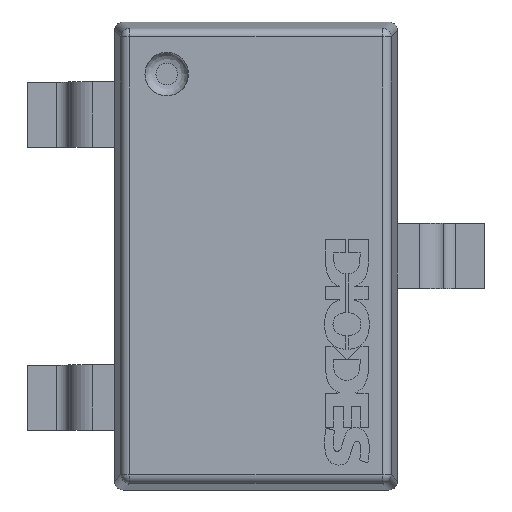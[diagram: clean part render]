
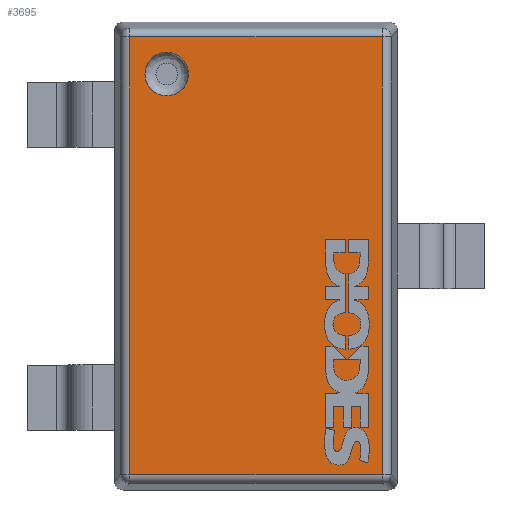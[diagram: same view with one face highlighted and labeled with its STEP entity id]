
A CAD part, top view. The second image highlights one B-rep face of the part: STEP entity #3695.
In plain terms, the highlighted planar face has unit normal (0, 0, 1).
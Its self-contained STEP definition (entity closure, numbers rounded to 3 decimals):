
#183=FACE_BOUND('',#1360,.T.);
#253=LINE('',#5213,#619);
#277=LINE('',#5278,#643);
#279=LINE('',#5281,#645);
#283=LINE('',#5287,#649);
#619=VECTOR('',#4315,10.);
#643=VECTOR('',#4387,10.);
#645=VECTOR('',#4391,10.);
#649=VECTOR('',#4399,10.);
#1015=PLANE('',#4045);
#1147=FACE_OUTER_BOUND('',#1359,.T.);
#1359=EDGE_LOOP('',(#2671,#2672,#2673,#2674));
#1360=EDGE_LOOP('',(#2675));
#1538=CIRCLE('',#3977,0.1);
#1588=VERTEX_POINT('',#5129);
#1589=VERTEX_POINT('',#5134);
#1592=VERTEX_POINT('',#5141);
#1596=VERTEX_POINT('',#5149);
#1619=VERTEX_POINT('',#5205);
#1955=EDGE_CURVE('',#1588,#1588,#1538,.T.);
#1993=EDGE_CURVE('',#1619,#1596,#253,.T.);
#2028=EDGE_CURVE('',#1592,#1619,#277,.T.);
#2030=EDGE_CURVE('',#1596,#1589,#279,.T.);
#2034=EDGE_CURVE('',#1589,#1592,#283,.T.);
#2671=ORIENTED_EDGE('',*,*,#1993,.F.);
#2672=ORIENTED_EDGE('',*,*,#2028,.F.);
#2673=ORIENTED_EDGE('',*,*,#2034,.F.);
#2674=ORIENTED_EDGE('',*,*,#2030,.F.);
#2675=ORIENTED_EDGE('',*,*,#1955,.T.);
#3695=ADVANCED_FACE('',(#1147,#183),#1015,.T.);
#3977=AXIS2_PLACEMENT_3D('',#5131,#4234,#4235);
#4045=AXIS2_PLACEMENT_3D('',#5317,#4432,#4433);
#4234=DIRECTION('center_axis',(0.,0.,-1.));
#4235=DIRECTION('ref_axis',(1.,0.,0.));
#4315=DIRECTION('',(0.,1.,0.));
#4387=DIRECTION('',(-1.,0.,0.));
#4391=DIRECTION('',(1.,0.,0.));
#4399=DIRECTION('',(0.,-1.,0.));
#4432=DIRECTION('center_axis',(0.,0.,1.));
#4433=DIRECTION('ref_axis',(1.,0.,0.));
#5129=CARTESIAN_POINT('',(-0.31,0.835,1.1));
#5131=CARTESIAN_POINT('Origin',(-0.41,0.835,1.1));
#5134=CARTESIAN_POINT('',(0.581,1.006,1.1));
#5141=CARTESIAN_POINT('',(0.581,-1.006,1.1));
#5149=CARTESIAN_POINT('',(-0.581,1.006,1.1));
#5205=CARTESIAN_POINT('',(-0.581,-1.006,1.1));
#5213=CARTESIAN_POINT('',(-0.581,0.,1.1));
#5278=CARTESIAN_POINT('',(-0.488,-1.006,1.1));
#5281=CARTESIAN_POINT('',(-0.488,1.006,1.1));
#5287=CARTESIAN_POINT('',(0.581,0.,1.1));
#5317=CARTESIAN_POINT('Origin',(-0.65,0.,1.1));
